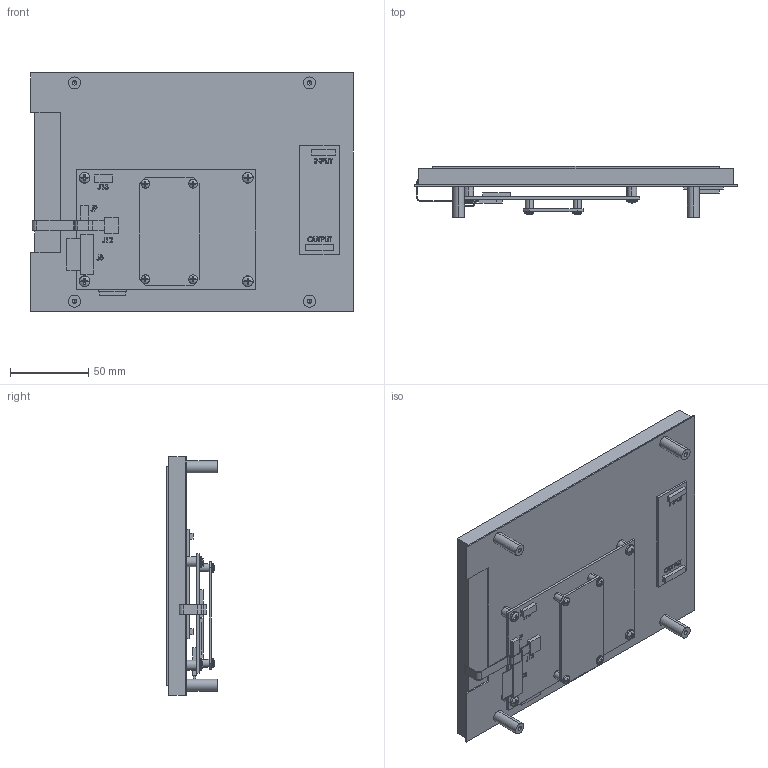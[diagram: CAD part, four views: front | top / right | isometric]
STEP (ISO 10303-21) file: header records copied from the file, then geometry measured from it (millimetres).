
FILE_DESCRIPTION (( 'STEP AP203' ), '1' );
FILE_NAME ('51-103-3X REVA.STEP', '2012-11-08T00:59:43', ( '' ), ( '' ), 'SwSTEP 2.0', 'SolidWorks 2012', '' );
FILE_SCHEMA (( 'CONFIG_CONTROL_DESIGN' ));
Length unit declared in the file: inch
Products named in the file (7): 51-103-3X REVA; pan cross head_ai_CR-PHMS 0.112-40x0.25x0.25-N; pan cross head_ai_CR-PHMS 0.138-32x0.25x0.25-N; PCA Inverter; Large PCA 1; Touch screen; Bracket sheetmetal
Assembly tree (12 placements, depth 2):
  51-103-3X REVA
    Bracket sheetmetal
    Touch screen
    Large PCA 1
    PCA Inverter
    pan cross head_ai_CR-PHMS 0.138-32x0.25x0.25-N  x4
    pan cross head_ai_CR-PHMS 0.112-40x0.25x0.25-N  x4
Bounding box: 205.74 x 32.6 x 152.08 mm (x, y, z)
Volume: 380375.7 mm3; surface area: 164346.6 mm2
Topology: 12 solids, 12 shells, 626 faces, 1533 edges, 988 vertices
Faces by surface type: plane 387, bspline 107, cylinder 92, torus 16, sphere 16, cone 8
Entity records: 21090 total; most frequent: CARTESIAN_POINT 8979, ORIENTED_EDGE 2450, DIRECTION 1983, EDGE_CURVE 1225, LINE 831, VECTOR 831, VERTEX_POINT 808, AXIS2_PLACEMENT_3D 576
